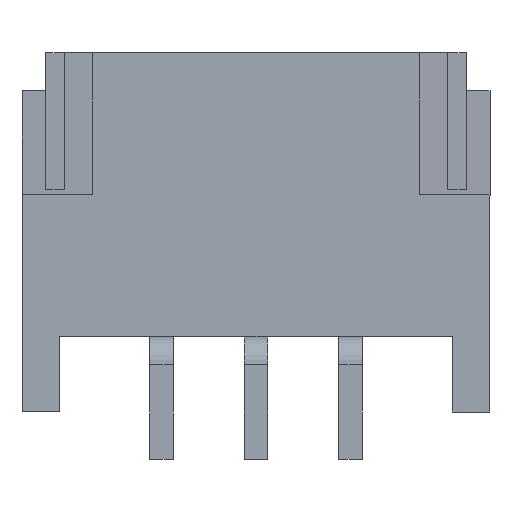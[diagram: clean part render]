
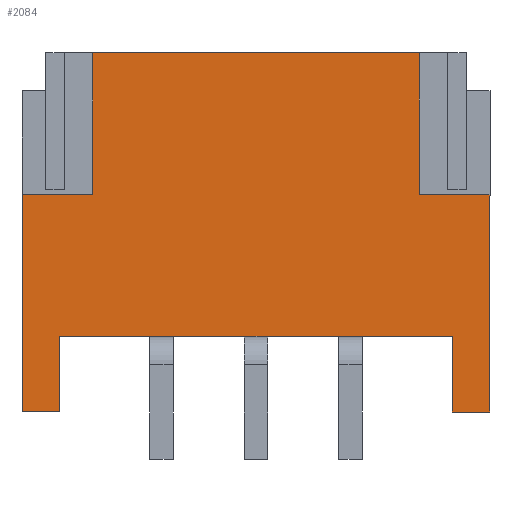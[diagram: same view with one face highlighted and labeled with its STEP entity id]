
A CAD part, front view. The second image highlights one B-rep face of the part: STEP entity #2084.
In plain terms, the highlighted planar face has unit normal (0, -1, 0).
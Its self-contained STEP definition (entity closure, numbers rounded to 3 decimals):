
#30=PLANE('',#2215);
#126=FACE_OUTER_BOUND('',#231,.T.);
#231=EDGE_LOOP('',(#1465,#1466,#1467,#1468,#1469,#1470,#1471,#1472,#1473,
#1474,#1475,#1476));
#344=LINE('',#2888,#618);
#377=LINE('',#2961,#651);
#378=LINE('',#2963,#652);
#379=LINE('',#2965,#653);
#380=LINE('',#2967,#654);
#381=LINE('',#2968,#655);
#382=LINE('',#2970,#656);
#383=LINE('',#2972,#657);
#384=LINE('',#2974,#658);
#385=LINE('',#2976,#659);
#386=LINE('',#2978,#660);
#387=LINE('',#2979,#661);
#618=VECTOR('',#2358,1000.);
#651=VECTOR('',#2415,1000.);
#652=VECTOR('',#2416,1000.);
#653=VECTOR('',#2417,1000.);
#654=VECTOR('',#2418,1000.);
#655=VECTOR('',#2419,1000.);
#656=VECTOR('',#2420,1000.);
#657=VECTOR('',#2421,1000.);
#658=VECTOR('',#2422,1000.);
#659=VECTOR('',#2423,1000.);
#660=VECTOR('',#2424,1000.);
#661=VECTOR('',#2425,1000.);
#913=VERTEX_POINT('',#2885);
#914=VERTEX_POINT('',#2887);
#941=VERTEX_POINT('',#2959);
#942=VERTEX_POINT('',#2960);
#943=VERTEX_POINT('',#2962);
#944=VERTEX_POINT('',#2964);
#945=VERTEX_POINT('',#2966);
#946=VERTEX_POINT('',#2969);
#947=VERTEX_POINT('',#2971);
#948=VERTEX_POINT('',#2973);
#949=VERTEX_POINT('',#2975);
#950=VERTEX_POINT('',#2977);
#1110=EDGE_CURVE('',#913,#914,#344,.T.);
#1146=EDGE_CURVE('',#941,#942,#377,.T.);
#1147=EDGE_CURVE('',#942,#943,#378,.T.);
#1148=EDGE_CURVE('',#944,#943,#379,.T.);
#1149=EDGE_CURVE('',#945,#944,#380,.T.);
#1150=EDGE_CURVE('',#914,#945,#381,.T.);
#1151=EDGE_CURVE('',#946,#913,#382,.T.);
#1152=EDGE_CURVE('',#947,#946,#383,.T.);
#1153=EDGE_CURVE('',#948,#947,#384,.T.);
#1154=EDGE_CURVE('',#949,#948,#385,.T.);
#1155=EDGE_CURVE('',#950,#949,#386,.T.);
#1156=EDGE_CURVE('',#941,#950,#387,.T.);
#1465=ORIENTED_EDGE('',*,*,#1146,.T.);
#1466=ORIENTED_EDGE('',*,*,#1147,.T.);
#1467=ORIENTED_EDGE('',*,*,#1148,.F.);
#1468=ORIENTED_EDGE('',*,*,#1149,.F.);
#1469=ORIENTED_EDGE('',*,*,#1150,.F.);
#1470=ORIENTED_EDGE('',*,*,#1110,.F.);
#1471=ORIENTED_EDGE('',*,*,#1151,.F.);
#1472=ORIENTED_EDGE('',*,*,#1152,.F.);
#1473=ORIENTED_EDGE('',*,*,#1153,.F.);
#1474=ORIENTED_EDGE('',*,*,#1154,.F.);
#1475=ORIENTED_EDGE('',*,*,#1155,.F.);
#1476=ORIENTED_EDGE('',*,*,#1156,.F.);
#2084=ADVANCED_FACE('',(#126),#30,.T.);
#2215=AXIS2_PLACEMENT_3D('',#2958,#2413,#2414);
#2358=DIRECTION('',(-1.,0.,0.));
#2413=DIRECTION('center_axis',(0.,-1.,0.));
#2414=DIRECTION('ref_axis',(1.,0.,0.));
#2415=DIRECTION('',(0.,0.,-1.));
#2416=DIRECTION('',(-1.,0.,0.));
#2417=DIRECTION('',(0.,0.,1.));
#2418=DIRECTION('',(-1.,0.,0.));
#2419=DIRECTION('',(0.,0.,-1.));
#2420=DIRECTION('',(0.,0.,1.));
#2421=DIRECTION('',(-1.,0.,0.));
#2422=DIRECTION('',(0.,0.,-1.));
#2423=DIRECTION('',(1.,0.,0.));
#2424=DIRECTION('',(0.,0.,-1.));
#2425=DIRECTION('',(1.,0.,0.));
#2885=CARTESIAN_POINT('',(14.05,0.,11.));
#2887=CARTESIAN_POINT('',(5.75,0.,11.));
#2888=CARTESIAN_POINT('',(5.75,0.,11.));
#2958=CARTESIAN_POINT('Origin',(4.95,0.,
9.4));
#2959=CARTESIAN_POINT('',(6.45,0.,17.));
#2960=CARTESIAN_POINT('',(6.45,0.,14.));
#2961=CARTESIAN_POINT('',(6.45,0.,17.));
#2962=CARTESIAN_POINT('',(4.95,0.,14.));
#2963=CARTESIAN_POINT('',(6.45,0.,14.));
#2964=CARTESIAN_POINT('',(4.95,0.,9.4));
#2965=CARTESIAN_POINT('',(4.95,0.,17.));
#2966=CARTESIAN_POINT('',(5.75,0.,9.4));
#2967=CARTESIAN_POINT('',(4.95,0.,9.4));
#2968=CARTESIAN_POINT('',(5.75,0.,11.));
#2969=CARTESIAN_POINT('',(14.05,0.,9.4));
#2970=CARTESIAN_POINT('',(14.05,0.,11.));
#2971=CARTESIAN_POINT('',(14.85,0.,9.4));
#2972=CARTESIAN_POINT('',(4.95,0.,9.4));
#2973=CARTESIAN_POINT('',(14.85,0.,14.));
#2974=CARTESIAN_POINT('',(14.85,0.,17.));
#2975=CARTESIAN_POINT('',(13.35,0.,14.));
#2976=CARTESIAN_POINT('',(13.35,0.,14.));
#2977=CARTESIAN_POINT('',(13.35,0.,17.));
#2978=CARTESIAN_POINT('',(13.35,0.,17.));
#2979=CARTESIAN_POINT('',(14.85,0.,17.));
